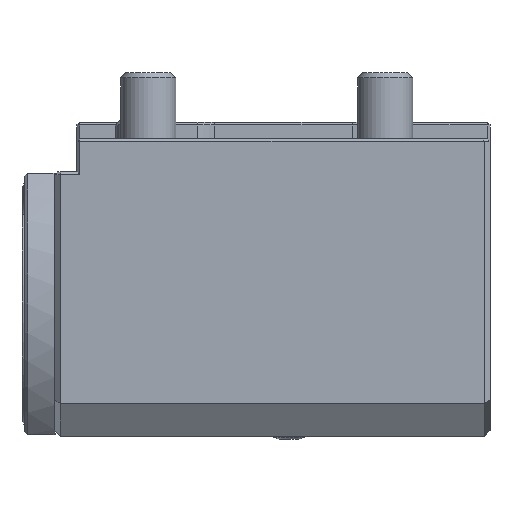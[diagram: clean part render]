
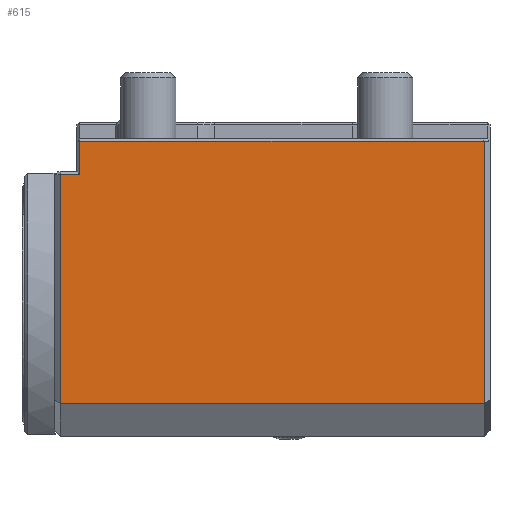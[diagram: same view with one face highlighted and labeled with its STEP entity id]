
A CAD part, front view. The second image highlights one B-rep face of the part: STEP entity #615.
In plain terms, the highlighted planar face has unit normal (0, -1, 0).
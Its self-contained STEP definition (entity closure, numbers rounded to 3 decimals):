
#67=LINE('',#3523,#222);
#97=LINE('',#3606,#252);
#116=LINE('',#3656,#271);
#117=LINE('',#3658,#272);
#118=LINE('',#3659,#273);
#119=LINE('',#3661,#274);
#222=VECTOR('',#2622,1.);
#252=VECTOR('',#2688,1.);
#271=VECTOR('',#2727,1.);
#272=VECTOR('',#2730,1.);
#273=VECTOR('',#2731,1.);
#274=VECTOR('',#2732,1.);
#615=ADVANCED_FACE('',(#855),#762,.T.);
#762=PLANE('',#2357);
#855=FACE_OUTER_BOUND('',#955,.T.);
#955=EDGE_LOOP('',(#1281,#1282,#1283,#1284,#1285,#1286));
#1281=ORIENTED_EDGE('',*,*,#1994,.T.);
#1282=ORIENTED_EDGE('',*,*,#1995,.T.);
#1283=ORIENTED_EDGE('',*,*,#1933,.T.);
#1284=ORIENTED_EDGE('',*,*,#1971,.T.);
#1285=ORIENTED_EDGE('',*,*,#1996,.T.);
#1286=ORIENTED_EDGE('',*,*,#1997,.F.);
#1737=VERTEX_POINT('',#3522);
#1738=VERTEX_POINT('',#3524);
#1764=VERTEX_POINT('',#3605);
#1768=VERTEX_POINT('',#3615);
#1777=VERTEX_POINT('',#3655);
#1778=VERTEX_POINT('',#3660);
#1933=EDGE_CURVE('',#1738,#1737,#67,.T.);
#1971=EDGE_CURVE('',#1737,#1764,#97,.T.);
#1994=EDGE_CURVE('',#1768,#1777,#116,.T.);
#1995=EDGE_CURVE('',#1777,#1738,#117,.T.);
#1996=EDGE_CURVE('',#1764,#1778,#118,.T.);
#1997=EDGE_CURVE('',#1768,#1778,#119,.T.);
#2357=AXIS2_PLACEMENT_3D('',#3662,#2733,#2734);
#2622=DIRECTION('',(0.,0.,-1.));
#2688=DIRECTION('',(-1.,0.,0.));
#2727=DIRECTION('',(0.,0.,1.));
#2730=DIRECTION('',(-1.,0.,0.));
#2731=DIRECTION('',(0.,0.,-1.));
#2732=DIRECTION('',(-1.,0.,0.));
#2733=DIRECTION('',(0.,-1.,0.));
#2734=DIRECTION('',(0.,0.,1.));
#3522=CARTESIAN_POINT('',(-12.5,-45.5,-6.5));
#3523=CARTESIAN_POINT('',(-12.5,-45.5,-48.105));
#3524=CARTESIAN_POINT('',(-12.5,-45.5,-0.5));
#3605=CARTESIAN_POINT('',(-16.,-45.5,-6.5));
#3606=CARTESIAN_POINT('',(62.,-45.5,-6.5));
#3615=CARTESIAN_POINT('',(61.,-45.5,-48.105));
#3655=CARTESIAN_POINT('',(61.,-45.5,-0.5));
#3656=CARTESIAN_POINT('',(61.,-45.5,0.));
#3658=CARTESIAN_POINT('',(62.,-45.5,-0.5));
#3659=CARTESIAN_POINT('',(-16.,-45.5,-48.105));
#3660=CARTESIAN_POINT('',(-16.,-45.5,-48.105));
#3661=CARTESIAN_POINT('',(62.,-45.5,-48.105));
#3662=CARTESIAN_POINT('',(62.,-45.5,-48.105));
